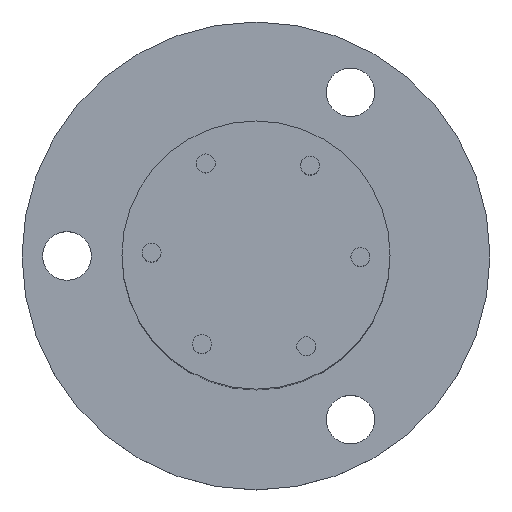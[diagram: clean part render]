
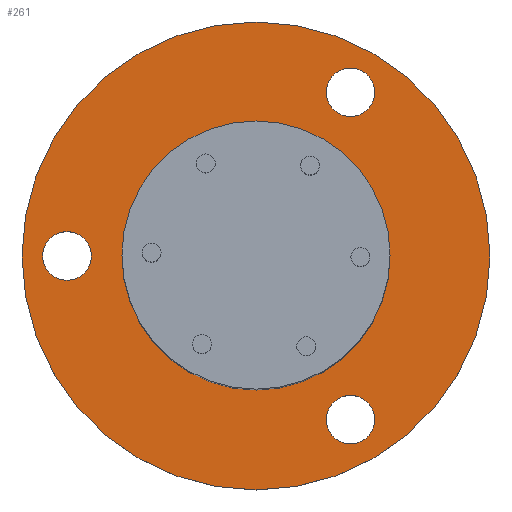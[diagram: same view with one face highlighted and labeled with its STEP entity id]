
A CAD part, top view. The second image highlights one B-rep face of the part: STEP entity #261.
In plain terms, the highlighted planar face has unit normal (0, 0, 1).
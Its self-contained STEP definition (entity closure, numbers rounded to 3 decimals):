
#226=PLANE('',#1055);
#261=ADVANCED_FACE('',(#367,#368,#369,#370,#371),#226,.F.);
#367=FACE_BOUND('',#405,.T.);
#368=FACE_BOUND('',#406,.T.);
#369=FACE_BOUND('',#407,.T.);
#370=FACE_BOUND('',#408,.T.);
#371=FACE_BOUND('',#409,.T.);
#405=EDGE_LOOP('',(#516,#517));
#406=EDGE_LOOP('',(#518,#519));
#407=EDGE_LOOP('',(#520,#521));
#408=EDGE_LOOP('',(#522,#523));
#409=EDGE_LOOP('',(#524));
#516=ORIENTED_EDGE('',*,*,#836,.F.);
#517=ORIENTED_EDGE('',*,*,#840,.F.);
#518=ORIENTED_EDGE('',*,*,#830,.F.);
#519=ORIENTED_EDGE('',*,*,#834,.F.);
#520=ORIENTED_EDGE('',*,*,#824,.F.);
#521=ORIENTED_EDGE('',*,*,#828,.F.);
#522=ORIENTED_EDGE('',*,*,#822,.F.);
#523=ORIENTED_EDGE('',*,*,#819,.F.);
#524=ORIENTED_EDGE('',*,*,#841,.T.);
#735=VERTEX_POINT('',#1544);
#736=VERTEX_POINT('',#1546);
#738=VERTEX_POINT('',#1555);
#739=VERTEX_POINT('',#1556);
#742=VERTEX_POINT('',#1567);
#743=VERTEX_POINT('',#1568);
#746=VERTEX_POINT('',#1579);
#747=VERTEX_POINT('',#1580);
#750=VERTEX_POINT('',#1589);
#819=EDGE_CURVE('',#735,#736,#942,.T.);
#822=EDGE_CURVE('',#736,#735,#944,.T.);
#824=EDGE_CURVE('',#738,#739,#946,.T.);
#828=EDGE_CURVE('',#739,#738,#948,.T.);
#830=EDGE_CURVE('',#742,#743,#950,.T.);
#834=EDGE_CURVE('',#743,#742,#952,.T.);
#836=EDGE_CURVE('',#746,#747,#954,.T.);
#840=EDGE_CURVE('',#747,#746,#956,.T.);
#841=EDGE_CURVE('',#750,#750,#957,.T.);
#942=CIRCLE('',#1032,26.);
#944=CIRCLE('',#1035,26.);
#946=CIRCLE('',#1038,2.7);
#948=CIRCLE('',#1041,2.7);
#950=CIRCLE('',#1044,2.7);
#952=CIRCLE('',#1047,2.7);
#954=CIRCLE('',#1050,2.7);
#956=CIRCLE('',#1053,2.7);
#957=CIRCLE('',#1054,14.9);
#1032=AXIS2_PLACEMENT_3D('',#1545,#1197,#1198);
#1035=AXIS2_PLACEMENT_3D('',#1551,#1204,#1205);
#1038=AXIS2_PLACEMENT_3D('',#1554,#1210,#1211);
#1041=AXIS2_PLACEMENT_3D('',#1563,#1218,#1219);
#1044=AXIS2_PLACEMENT_3D('',#1566,#1224,#1225);
#1047=AXIS2_PLACEMENT_3D('',#1575,#1232,#1233);
#1050=AXIS2_PLACEMENT_3D('',#1578,#1238,#1239);
#1053=AXIS2_PLACEMENT_3D('',#1587,#1246,#1247);
#1054=AXIS2_PLACEMENT_3D('',#1588,#1248,#1249);
#1055=AXIS2_PLACEMENT_3D('',#1590,#1250,#1251);
#1197=DIRECTION('',(0.,0.,-1.));
#1198=DIRECTION('',(-1.,0.,0.));
#1204=DIRECTION('',(0.,0.,-1.));
#1205=DIRECTION('',(-1.,0.,0.));
#1210=DIRECTION('',(0.,0.,1.));
#1211=DIRECTION('',(-1.,0.,0.));
#1218=DIRECTION('',(0.,0.,1.));
#1219=DIRECTION('',(-1.,0.,0.));
#1224=DIRECTION('',(0.,0.,1.));
#1225=DIRECTION('',(-1.,0.,0.));
#1232=DIRECTION('',(0.,0.,1.));
#1233=DIRECTION('',(-1.,0.,0.));
#1238=DIRECTION('',(0.,0.,1.));
#1239=DIRECTION('',(-1.,0.,0.));
#1246=DIRECTION('',(0.,0.,1.));
#1247=DIRECTION('',(-1.,0.,0.));
#1248=DIRECTION('',(0.,0.,-1.));
#1249=DIRECTION('',(-1.,0.,0.));
#1250=DIRECTION('',(0.,0.,-1.));
#1251=DIRECTION('',(1.,0.,0.));
#1544=CARTESIAN_POINT('',(26.,0.,16.2));
#1545=CARTESIAN_POINT('',(0.,0.,16.2));
#1546=CARTESIAN_POINT('',(-26.,0.,16.2));
#1551=CARTESIAN_POINT('',(0.,0.,16.2));
#1554=CARTESIAN_POINT('',(-21.,0.,16.2));
#1555=CARTESIAN_POINT('',(-23.7,0.,16.2));
#1556=CARTESIAN_POINT('',(-18.3,0.,16.2));
#1563=CARTESIAN_POINT('',(-21.,0.,16.2));
#1566=CARTESIAN_POINT('',(10.5,-18.187,16.2));
#1567=CARTESIAN_POINT('',(7.8,-18.187,16.2));
#1568=CARTESIAN_POINT('',(13.2,-18.187,16.2));
#1575=CARTESIAN_POINT('',(10.5,-18.187,16.2));
#1578=CARTESIAN_POINT('',(10.5,18.187,16.2));
#1579=CARTESIAN_POINT('',(7.8,18.187,16.2));
#1580=CARTESIAN_POINT('',(13.2,18.187,16.2));
#1587=CARTESIAN_POINT('',(10.5,18.187,16.2));
#1588=CARTESIAN_POINT('',(0.,0.,16.2));
#1589=CARTESIAN_POINT('',(-14.9,0.,16.2));
#1590=CARTESIAN_POINT('',(0.,0.,16.2));
